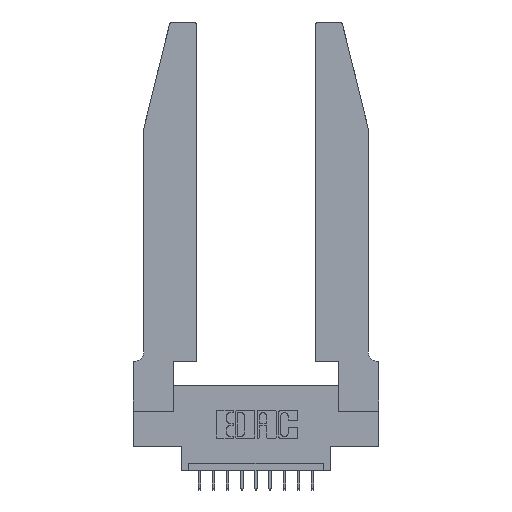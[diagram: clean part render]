
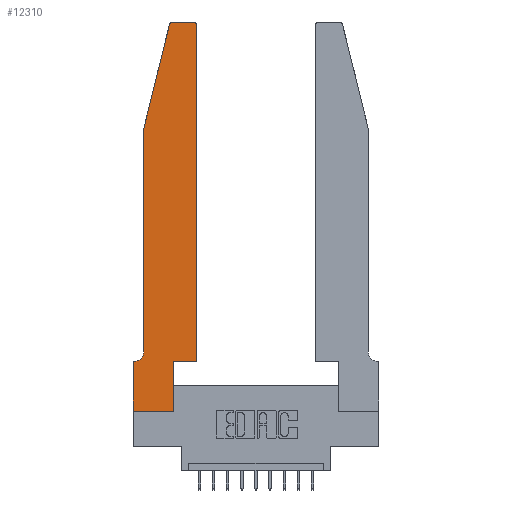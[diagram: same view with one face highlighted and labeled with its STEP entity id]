
A CAD part, top view. The second image highlights one B-rep face of the part: STEP entity #12310.
In plain terms, the highlighted planar face has unit normal (0, 0, 1).
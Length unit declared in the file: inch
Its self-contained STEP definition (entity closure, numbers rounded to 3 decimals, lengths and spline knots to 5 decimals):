
#116 = EDGE_CURVE ( 'NONE', #10862, #9888, #8988, .T. ) ;
#246 = DIRECTION ( 'NONE',  ( 0., 0., 1. ) ) ;
#346 = EDGE_CURVE ( 'NONE', #9888, #5444, #7217, .T. ) ;
#661 = CARTESIAN_POINT ( 'NONE',  ( 0.4505, 0.35, 0.37 ) ) ;
#675 = EDGE_CURVE ( 'NONE', #9032, #15107, #14254, .T. ) ;
#1040 = DIRECTION ( 'NONE',  ( 0., -1., 0. ) ) ;
#1370 = CARTESIAN_POINT ( 'NONE',  ( 0.2865, 0.35, 0.37 ) ) ;
#1393 = ORIENTED_EDGE ( 'NONE', *, *, #10607, .T. ) ;
#1419 = DIRECTION ( 'NONE',  ( 0., -1., 0. ) ) ;
#1493 = CARTESIAN_POINT ( 'NONE',  ( 0.284, 2.72, 0.37 ) ) ;
#1537 = AXIS2_PLACEMENT_3D ( 'NONE', #5404, #10382, #12771 ) ;
#1595 = LINE ( 'NONE', #7752, #3210 ) ;
#1716 = CARTESIAN_POINT ( 'NONE',  ( 0.0755, 0.35, 0.37 ) ) ;
#1720 = DIRECTION ( 'NONE',  ( 1., 0., 0. ) ) ;
#1726 = ORIENTED_EDGE ( 'NONE', *, *, #10841, .T. ) ;
#1770 = DIRECTION ( 'NONE',  ( 0., 1., 0. ) ) ;
#1859 = ORIENTED_EDGE ( 'NONE', *, *, #116, .T. ) ;
#1984 = LINE ( 'NONE', #15577, #15988 ) ;
#2334 = EDGE_LOOP ( 'NONE', ( #12288, #1859, #14581, #14933, #12326, #5774, #14941, #8843, #7332, #1726, #1393, #4254 ) ) ;
#2566 = VERTEX_POINT ( 'NONE', #8565 ) ;
#2657 = LINE ( 'NONE', #15355, #7428 ) ;
#2788 = CARTESIAN_POINT ( 'NONE',  ( 0.2865, 0., 0.37 ) ) ;
#2806 = DIRECTION ( 'NONE',  ( 1., 0., 0. ) ) ;
#3210 = VECTOR ( 'NONE', #12663, 39.37008 ) ;
#3220 = VECTOR ( 'NONE', #7645, 39.37008 ) ;
#3235 = VECTOR ( 'NONE', #13453, 39.37008 ) ;
#3631 = CIRCLE ( 'NONE', #1537, 0.03 ) ;
#3785 = VECTOR ( 'NONE', #14746, 39.37008 ) ;
#3939 = FACE_OUTER_BOUND ( 'NONE', #2334, .T. ) ;
#4254 = ORIENTED_EDGE ( 'NONE', *, *, #8917, .T. ) ;
#4321 = AXIS2_PLACEMENT_3D ( 'NONE', #12947, #246, #1720 ) ;
#5009 = CARTESIAN_POINT ( 'NONE',  ( 0.0755, 2., 0.37 ) ) ;
#5063 = VERTEX_POINT ( 'NONE', #11494 ) ;
#5282 = CARTESIAN_POINT ( 'NONE',  ( 0.284, 2.75, 0.37 ) ) ;
#5404 = CARTESIAN_POINT ( 'NONE',  ( 0.4205, 2.72, 0.37 ) ) ;
#5439 = DIRECTION ( 'NONE',  ( 0., 0., -1. ) ) ;
#5441 = CARTESIAN_POINT ( 'NONE',  ( 0.25487, 2.72718, 0.37 ) ) ;
#5444 = VERTEX_POINT ( 'NONE', #5009 ) ;
#5492 = CARTESIAN_POINT ( 'NONE',  ( 0.2865, 0.35, 0.37 ) ) ;
#5774 = ORIENTED_EDGE ( 'NONE', *, *, #675, .T. ) ;
#6113 = VERTEX_POINT ( 'NONE', #5492 ) ;
#6245 = CARTESIAN_POINT ( 'NONE',  ( 0.0755, 0.42, 0.37 ) ) ;
#6332 = CARTESIAN_POINT ( 'NONE',  ( 0.4505, 0.35, 0.37 ) ) ;
#6435 = AXIS2_PLACEMENT_3D ( 'NONE', #7808, #5439, #7882 ) ;
#6910 = AXIS2_PLACEMENT_3D ( 'NONE', #1493, #14113, #2806 ) ;
#7217 = LINE ( 'NONE', #8665, #3785 ) ;
#7332 = ORIENTED_EDGE ( 'NONE', *, *, #10010, .T. ) ;
#7428 = VECTOR ( 'NONE', #1419, 39.37008 ) ;
#7645 = DIRECTION ( 'NONE',  ( 1., 0., 0. ) ) ;
#7678 = VECTOR ( 'NONE', #1040, 39.37008 ) ;
#7752 = CARTESIAN_POINT ( 'NONE',  ( 0.2605, 2.75, 0.37 ) ) ;
#7808 = CARTESIAN_POINT ( 'NONE',  ( 0.0055, 0.42, 0.37 ) ) ;
#7882 = DIRECTION ( 'NONE',  ( -1., 0., 0. ) ) ;
#8524 = LINE ( 'NONE', #1370, #3235 ) ;
#8565 = CARTESIAN_POINT ( 'NONE',  ( 0.4505, 2.72, 0.37 ) ) ;
#8665 = CARTESIAN_POINT ( 'NONE',  ( 0.0755, 2., 0.37 ) ) ;
#8843 = ORIENTED_EDGE ( 'NONE', *, *, #14739, .T. ) ;
#8915 = PLANE ( 'NONE',  #4321 ) ;
#8917 = EDGE_CURVE ( 'NONE', #2566, #15821, #3631, .T. ) ;
#8988 = CIRCLE ( 'NONE', #6910, 0.03 ) ;
#9032 = VERTEX_POINT ( 'NONE', #14564 ) ;
#9378 = EDGE_CURVE ( 'NONE', #15821, #10862, #1595, .T. ) ;
#9888 = VERTEX_POINT ( 'NONE', #5441 ) ;
#10010 = EDGE_CURVE ( 'NONE', #13791, #6113, #8524, .T. ) ;
#10382 = DIRECTION ( 'NONE',  ( 0., 0., 1. ) ) ;
#10529 = LINE ( 'NONE', #13244, #13433 ) ;
#10559 = DIRECTION ( 'NONE',  ( -1., 0., 0. ) ) ;
#10607 = EDGE_CURVE ( 'NONE', #11339, #2566, #10529, .T. ) ;
#10841 = EDGE_CURVE ( 'NONE', #6113, #11339, #13874, .T. ) ;
#10862 = VERTEX_POINT ( 'NONE', #5282 ) ;
#11119 = LINE ( 'NONE', #13514, #7678 ) ;
#11339 = VERTEX_POINT ( 'NONE', #661 ) ;
#11494 = CARTESIAN_POINT ( 'NONE',  ( 0., 0., 0.37 ) ) ;
#11887 = VECTOR ( 'NONE', #10559, 39.37008 ) ;
#12026 = EDGE_CURVE ( 'NONE', #5444, #14399, #2657, .T. ) ;
#12288 = ORIENTED_EDGE ( 'NONE', *, *, #9378, .T. ) ;
#12310 = ADVANCED_FACE ( 'NONE', ( #3939 ), #8915, .T. ) ;
#12326 = ORIENTED_EDGE ( 'NONE', *, *, #16052, .T. ) ;
#12663 = DIRECTION ( 'NONE',  ( -1., 0., 0. ) ) ;
#12771 = DIRECTION ( 'NONE',  ( 1., 0., 0. ) ) ;
#12947 = CARTESIAN_POINT ( 'NONE',  ( 0., 0.35, 0.37 ) ) ;
#13028 = CARTESIAN_POINT ( 'NONE',  ( 0., 0.35, 0.37 ) ) ;
#13244 = CARTESIAN_POINT ( 'NONE',  ( 0.4505, 0.35, 0.37 ) ) ;
#13433 = VECTOR ( 'NONE', #1770, 39.37008 ) ;
#13453 = DIRECTION ( 'NONE',  ( 0., 1., 0. ) ) ;
#13514 = CARTESIAN_POINT ( 'NONE',  ( 0., 0., 0.37 ) ) ;
#13791 = VERTEX_POINT ( 'NONE', #2788 ) ;
#13874 = LINE ( 'NONE', #6332, #3220 ) ;
#14083 = EDGE_CURVE ( 'NONE', #15107, #5063, #11119, .T. ) ;
#14113 = DIRECTION ( 'NONE',  ( 0., 0., 1. ) ) ;
#14254 = LINE ( 'NONE', #1716, #11887 ) ;
#14399 = VERTEX_POINT ( 'NONE', #6245 ) ;
#14564 = CARTESIAN_POINT ( 'NONE',  ( 0.0055, 0.35, 0.37 ) ) ;
#14581 = ORIENTED_EDGE ( 'NONE', *, *, #346, .T. ) ;
#14739 = EDGE_CURVE ( 'NONE', #5063, #13791, #1984, .T. ) ;
#14746 = DIRECTION ( 'NONE',  ( -0.239, -0.971, 0. ) ) ;
#14933 = ORIENTED_EDGE ( 'NONE', *, *, #12026, .T. ) ;
#14941 = ORIENTED_EDGE ( 'NONE', *, *, #14083, .T. ) ;
#15107 = VERTEX_POINT ( 'NONE', #13028 ) ;
#15243 = CARTESIAN_POINT ( 'NONE',  ( 0.4205, 2.75, 0.37 ) ) ;
#15318 = CIRCLE ( 'NONE', #6435, 0.07 ) ;
#15355 = CARTESIAN_POINT ( 'NONE',  ( 0.0755, 2., 0.37 ) ) ;
#15577 = CARTESIAN_POINT ( 'NONE',  ( 0., 0., 0.37 ) ) ;
#15728 = DIRECTION ( 'NONE',  ( 1., 0., 0. ) ) ;
#15821 = VERTEX_POINT ( 'NONE', #15243 ) ;
#15988 = VECTOR ( 'NONE', #15728, 39.37008 ) ;
#16052 = EDGE_CURVE ( 'NONE', #14399, #9032, #15318, .T. ) ;
